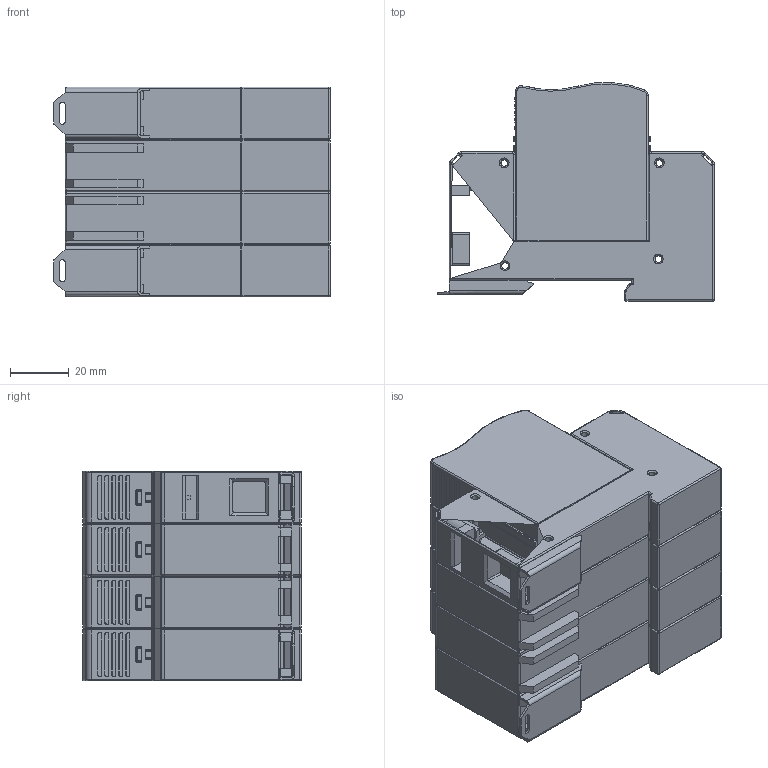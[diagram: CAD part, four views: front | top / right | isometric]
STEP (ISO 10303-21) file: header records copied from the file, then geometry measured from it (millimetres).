
FILE_DESCRIPTION((''),'2;1');
FILE_NAME('IZ506_515_ETITEC_B_4P0_ASM','2020-12-22T',('marketing.praksa'),('Audax d.o.o.'),'CREO PARAMETRIC BY PTC INC, 2017480','CREO PARAMETRIC BY PTC INC, 2017480','');
FILE_SCHEMA(('AUTOMOTIVE_DESIGN { 1 0 10303 214 1 1 1 1 }'));
Products named in the file (35): BAZA_1TE_B2S_BREZ_PE_24_1_2_3_7; BAZA_1TE_B2S_BREZ_PE_24_1_2_3_8; BAZA_1TE_B2S_BREZ_PE_24_1_2_3_9; BAZA_1TE_B2S_BREZ_PE_24_1_2_3_6_ASM; BAZA_1TE_B2S_BREZ_PE_BREZ_ZA__1; BAZA_1TE_B2S_BREZ_PE_BREZ_ZA__2; BAZA_1TE_B2S_BREZ_PE_BREZ_ZA__3; BAZA_1TE_B2S_BREZ_PE_BREZ_ZA_13_ASM; BAZA_1TE_B2S_ZASKOK_24_1; BAZA_1TE_B2S_ZASKOK_24_2; BAZA_1TE_B2S_ZASKOK_24_3; BAZA_1TE_B2S_ZASKOK_24_ASM; MODUL_OUTER_S_SHAPE_B2S_10_1_19; OUTER_4TE_S_B2S_ASM_5_ASM; TMP_DWG_65_1_1_1_2_1_2_3_4_5__9; TMP_DWG_65_1_2_1_2_1_2_3_4_5__9; TMP_DWG_65_1_3_1_2_1_2_3_4_5__9; ASM0008_1_2_3_4_5_6_7_8_ASM; ASM0021_ASM; TMP_DWG_65_1_1_1_2_1_2_3_4_5_10; TMP_DWG_65_1_2_1_2_1_2_3_4_5_10; TMP_DWG_65_1_3_1_2_1_2_3_4_5_10; ASM0008_1_2_3_4_5_6_7_8_9_ASM; ASM0022_ASM; TMP_DWG_65_1_1_1_2_1_2_3_4_5_11; TMP_DWG_65_1_2_1_2_1_2_3_4_5_11; TMP_DWG_65_1_3_1_2_1_2_3_4_5_11; ASM0008_1_2_3_4_5_6_7_8_9_10_ASM; ASM0023_ASM; TMP_DWG_65_1_1_1_2_1_2_3_4_5_12; TMP_DWG_65_1_2_1_2_1_2_3_4_5_12; TMP_DWG_65_1_3_1_2_1_2_3_4_5_12; ASM0008_1_2_3_4_5_6_7_8_9_10_11_ASM; ASM0024_ASM; IZ506_515_ETITEC_B_4P0_ASM
Assembly tree (38 placements, depth 4):
  IZ506_515_ETITEC_B_4P0_ASM
    OUTER_4TE_S_B2S_ASM_5_ASM
      BAZA_1TE_B2S_BREZ_PE_24_1_2_3_6_ASM
        BAZA_1TE_B2S_BREZ_PE_24_1_2_3_7
        BAZA_1TE_B2S_BREZ_PE_24_1_2_3_8
        BAZA_1TE_B2S_BREZ_PE_24_1_2_3_9
      BAZA_1TE_B2S_BREZ_PE_BREZ_ZA_13_ASM  x2
        BAZA_1TE_B2S_BREZ_PE_BREZ_ZA__1
        BAZA_1TE_B2S_BREZ_PE_BREZ_ZA__2
        BAZA_1TE_B2S_BREZ_PE_BREZ_ZA__3
      BAZA_1TE_B2S_ZASKOK_24_ASM
        BAZA_1TE_B2S_ZASKOK_24_1
        BAZA_1TE_B2S_ZASKOK_24_2
        BAZA_1TE_B2S_ZASKOK_24_3
      MODUL_OUTER_S_SHAPE_B2S_10_1_19  x4
    ASM0021_ASM
      ASM0008_1_2_3_4_5_6_7_8_ASM
        TMP_DWG_65_1_1_1_2_1_2_3_4_5__9
        TMP_DWG_65_1_2_1_2_1_2_3_4_5__9
        TMP_DWG_65_1_3_1_2_1_2_3_4_5__9
    ASM0022_ASM
      ASM0008_1_2_3_4_5_6_7_8_9_ASM
        TMP_DWG_65_1_1_1_2_1_2_3_4_5_10
        TMP_DWG_65_1_2_1_2_1_2_3_4_5_10
        TMP_DWG_65_1_3_1_2_1_2_3_4_5_10
    ASM0023_ASM
      ASM0008_1_2_3_4_5_6_7_8_9_10_ASM
        TMP_DWG_65_1_1_1_2_1_2_3_4_5_11
        TMP_DWG_65_1_2_1_2_1_2_3_4_5_11
        TMP_DWG_65_1_3_1_2_1_2_3_4_5_11
    ASM0024_ASM
      ASM0008_1_2_3_4_5_6_7_8_9_10_11_ASM
        TMP_DWG_65_1_1_1_2_1_2_3_4_5_12
        TMP_DWG_65_1_2_1_2_1_2_3_4_5_12
        TMP_DWG_65_1_3_1_2_1_2_3_4_5_12
Bounding box: 93.9 x 74.14 x 71.2 mm (x, y, z)
Volume: 356785.2 mm3; surface area: 95891.1 mm2
Topology: 28 solids, 28 shells, 2225 faces, 5910 edges, 3800 vertices
Faces by surface type: plane 1237, cylinder 714, torus 106, cone 80, sphere 56, bspline 32
Entity records: 65927 total; most frequent: CARTESIAN_POINT 8856, DIRECTION 7388, ORIENTED_EDGE 7260, PRESENTATION_STYLE_ASSIGNMENT 5008, STYLED_ITEM 4701, CURVE_STYLE 3630, EDGE_CURVE 3630, AXIS2_PLACEMENT_3D 2523
